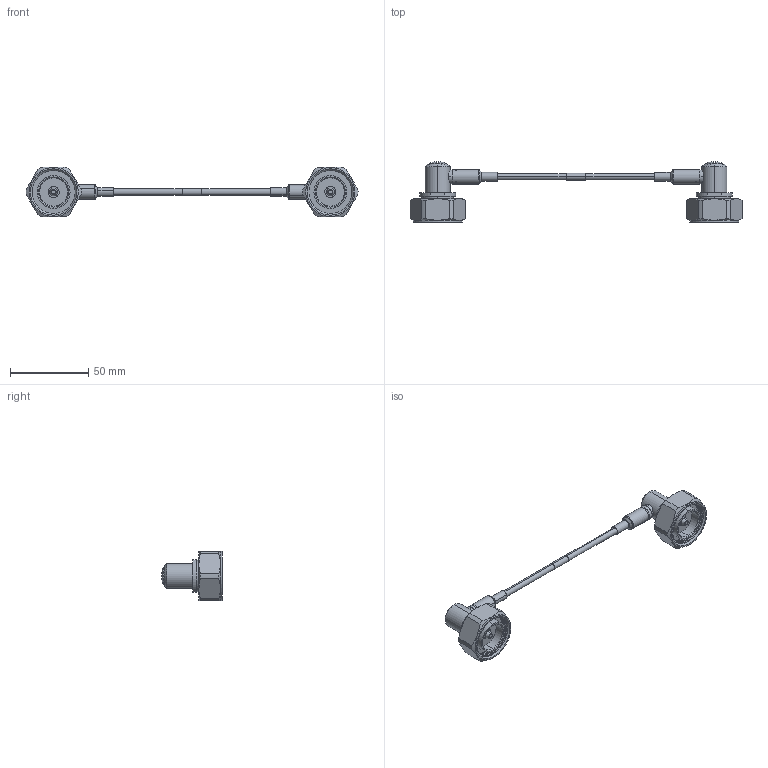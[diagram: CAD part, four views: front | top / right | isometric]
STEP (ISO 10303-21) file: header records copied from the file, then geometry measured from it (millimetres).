
FILE_DESCRIPTION (( 'STEP AP214' ), '1' );
FILE_NAME ('PE3C7995.STEP', '2021-04-12T15:37:22', ( '' ), ( '' ), 'SwSTEP 2.0', 'SolidWorks 2020', '' );
FILE_SCHEMA (( 'AUTOMOTIVE_DESIGN' ));
Length unit declared in the file: millimetre
Products named in the file (4): CA-195R-MA1_.345" OD AT FERRULE; PE3C7995; TFT-402-LF_WITH LABEL; TC-402-716M-RA-LP-PE
Assembly tree (5 placements, depth 2):
  PE3C7995
    TFT-402-LF_WITH LABEL
    CA-195R-MA1_.345" OD AT FERRULE  x2
    TC-402-716M-RA-LP-PE  x2
Bounding box: 211.63 x 38.4 x 31.86 mm (x, y, z)
Volume: 31731.7 mm3; surface area: 18267.5 mm2
Topology: 5 solids, 5 shells, 294 faces, 630 edges, 376 vertices
Faces by surface type: cylinder 122, cone 80, plane 64, torus 28
Entity records: 5118 total; most frequent: CARTESIAN_POINT 1534, DIRECTION 792, ORIENTED_EDGE 648, AXIS2_PLACEMENT_3D 336, EDGE_CURVE 324, VERTEX_POINT 194, CIRCLE 176, EDGE_LOOP 172
